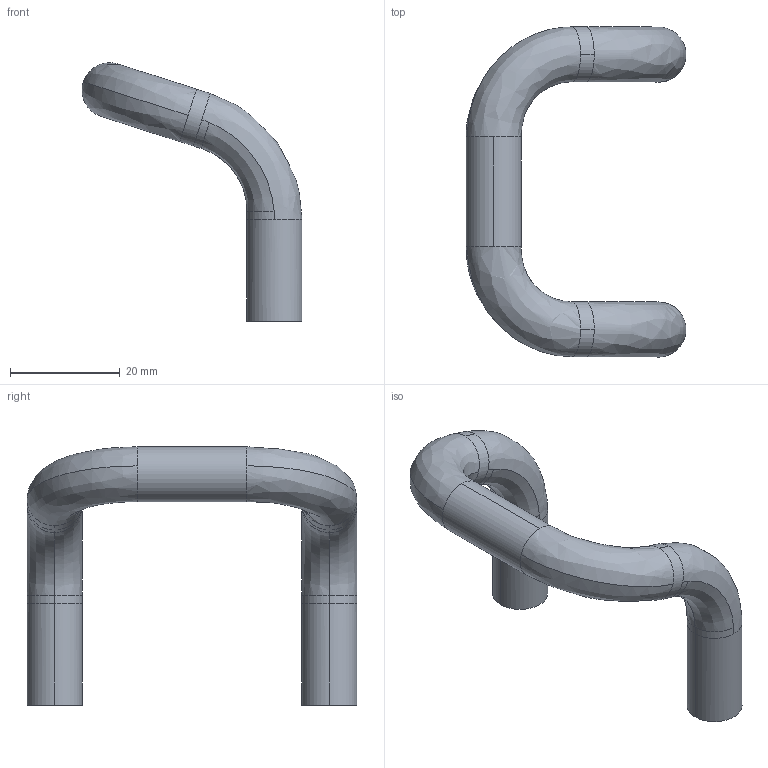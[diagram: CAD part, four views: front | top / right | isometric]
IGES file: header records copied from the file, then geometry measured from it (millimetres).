
Start section: ------------------------------------------------------------------------
Global section: file name: PC002.14408.崟庢庤3D僨乕僞_5597.igs; native system: spGate; preprocessor: ver19.8.4 (****-****-****-****); author: Unknown; organization: Unknown; date: 240517.153246; units: millimetre
Bounding box: 40 x 60 x 47 mm (x, y, z)
Volume: 11888.2 mm3; surface area: 5405.6 mm2
Topology: 1 solids, 1 shells, 38 faces, 94 edges, 60 vertices
Faces by surface type: bspline 38
